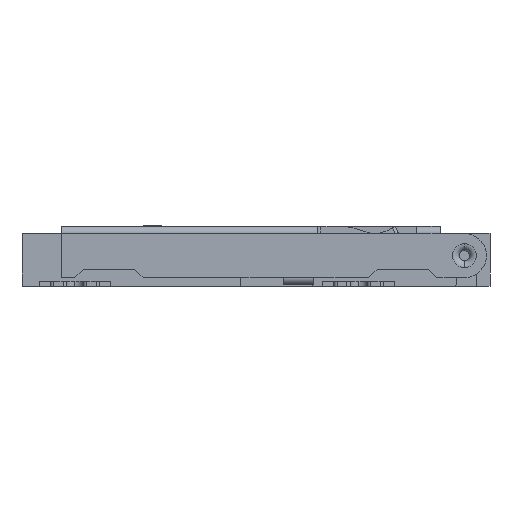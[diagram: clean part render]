
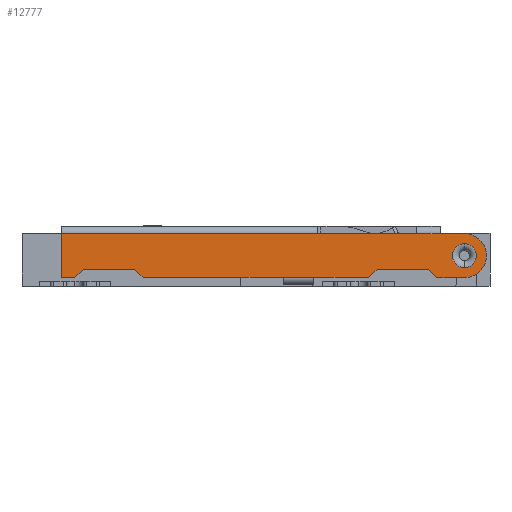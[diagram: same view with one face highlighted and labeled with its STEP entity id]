
A CAD part, left-side view. The second image highlights one B-rep face of the part: STEP entity #12777.
In plain terms, the highlighted planar face has unit normal (-1, 0, 0).
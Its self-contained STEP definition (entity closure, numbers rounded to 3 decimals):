
#5333=EDGE_CURVE('',#7435,#7695,#15609,.T.);
#5351=EDGE_CURVE('',#8641,#12589,#15631,.T.);
#5625=EDGE_CURVE('',#6007,#8285,#15944,.T.);
#5633=EDGE_CURVE('',#11835,#7435,#15953,.T.);
#5657=EDGE_CURVE('',#8641,#11835,#15986,.T.);
#5731=VERTEX_POINT('',#16065);
#5863=VERTEX_POINT('',#16208);
#6007=VERTEX_POINT('',#16368);
#6289=EDGE_CURVE('',#13511,#6007,#16677,.T.);
#6403=VERTEX_POINT('',#16803);
#6431=EDGE_CURVE('',#12175,#11273,#16834,.F.);
#6667=EDGE_CURVE('',#9589,#8269,#17095,.T.);
#7201=EDGE_CURVE('',#11865,#8285,#17677,.T.);
#7325=EDGE_CURVE('',#10615,#5731,#17814,.T.);
#7435=VERTEX_POINT('',#17933);
#7695=VERTEX_POINT('',#18216);
#8269=VERTEX_POINT('',#18855);
#8285=VERTEX_POINT('',#18874);
#8341=VERTEX_POINT('',#18934);
#8641=VERTEX_POINT('',#19264);
#8663=VERTEX_POINT('',#19286);
#8729=EDGE_CURVE('',#13993,#10173,#19358,.T.);
#8911=EDGE_CURVE('',#11273,#12175,#19563,.F.);
#9175=EDGE_CURVE('',#5863,#12257,#19853,.T.);
#9331=EDGE_CURVE('',#10173,#13511,#20024,.T.);
#9497=EDGE_CURVE('',#12257,#8663,#20210,.T.);
#9589=VERTEX_POINT('',#20310);
#10173=VERTEX_POINT('',#20956);
#10615=VERTEX_POINT('',#21440);
#11273=VERTEX_POINT('',#22167);
#11831=EDGE_CURVE('',#15189,#8341,#22769,.T.);
#11835=VERTEX_POINT('',#22773);
#11863=EDGE_CURVE('',#7695,#6403,#22805,.T.);
#11865=VERTEX_POINT('',#22807);
#12165=EDGE_CURVE('',#8269,#8663,#23128,.T.);
#12175=VERTEX_POINT('',#23139);
#12257=VERTEX_POINT('',#23227);
#12589=VERTEX_POINT('',#23596);
#12777=ADVANCED_FACE('',(#23802,#23803),#23804,.T.);
#13149=EDGE_CURVE('',#10615,#12589,#24218,.T.);
#13511=VERTEX_POINT('',#24611);
#13553=EDGE_CURVE('',#5731,#8341,#24656,.T.);
#13579=EDGE_CURVE('',#6403,#13993,#24687,.T.);
#13993=VERTEX_POINT('',#25131);
#14739=EDGE_CURVE('',#11865,#5863,#25940,.T.);
#14913=EDGE_CURVE('',#15189,#9589,#26135,.T.);
#15189=VERTEX_POINT('',#26432);
#15609=LINE('',#26917,#26918);
#15631=LINE('',#26951,#26952);
#15944=LINE('',#27410,#27411);
#15953=LINE('',#27425,#27426);
#15986=LINE('',#27466,#27467);
#16065=CARTESIAN_POINT('',(-6.8,0.205,0.26));
#16208=CARTESIAN_POINT('',(-6.8,5.705,1.54));
#16368=CARTESIAN_POINT('',(-6.8,-5.395,1.54));
#16677=LINE('',#28428,#28429);
#16803=CARTESIAN_POINT('',(-6.8,-5.045,0.5));
#16834=CIRCLE('',#28643,0.35);
#17095=LINE('',#29021,#29022);
#17677=LINE('',#29919,#29920);
#17814=LINE('',#30122,#30123);
#17933=CARTESIAN_POINT('',(-6.8,-3.295,0.25));
#18216=CARTESIAN_POINT('',(-6.8,-3.545,0.5));
#18855=CARTESIAN_POINT('',(-6.8,5.055,0.5));
#18874=CARTESIAN_POINT('',(-6.8,-4.698,1.54));
#18934=CARTESIAN_POINT('',(-6.8,0.205,0.25));
#19264=CARTESIAN_POINT('',(-6.8,-2.695,0.26));
#19286=CARTESIAN_POINT('',(-6.8,5.305,0.25));
#19358=LINE('',#32311,#32312);
#19563=CIRCLE('',#32581,0.35);
#19853=LINE('',#33046,#33047);
#20024=CIRCLE('',#33292,0.645);
#20210=LINE('',#33531,#33532);
#20310=CARTESIAN_POINT('',(-6.8,3.555,0.5));
#20956=CARTESIAN_POINT('',(-6.8,-6.1,0.25));
#21440=CARTESIAN_POINT('',(-6.8,-0.795,0.26));
#22167=CARTESIAN_POINT('',(-6.8,-6.1,0.545));
#22769=LINE('',#37259,#37260);
#22773=CARTESIAN_POINT('',(-6.8,-2.695,0.25));
#22805=LINE('',#37315,#37316);
#22807=CARTESIAN_POINT('',(-6.8,-1.795,1.54));
#23128=LINE('',#37773,#37774);
#23139=CARTESIAN_POINT('',(-6.8,-6.1,1.245));
#23227=CARTESIAN_POINT('',(-6.8,5.705,0.25));
#23596=CARTESIAN_POINT('',(-6.8,-1.695,0.26));
#23802=FACE_OUTER_BOUND('',#38715,.T.);
#23803=FACE_BOUND('',#38716,.T.);
#23804=PLANE('',#38717);
#24218=LINE('',#39321,#39322);
#24611=CARTESIAN_POINT('',(-6.8,-6.1,1.54));
#24656=LINE('',#39945,#39946);
#24687=LINE('',#39988,#39989);
#25131=CARTESIAN_POINT('',(-6.8,-5.295,0.25));
#25940=LINE('',#41852,#41853);
#26135=LINE('',#42121,#42122);
#26432=CARTESIAN_POINT('',(-6.8,3.305,0.25));
#26917=CARTESIAN_POINT('',(-6.8,-3.295,0.25));
#26918=VECTOR('',#43066,1000.0);
#26951=CARTESIAN_POINT('',(-6.8,0.205,0.26));
#26952=VECTOR('',#43110,1000.0);
#27410=CARTESIAN_POINT('',(-6.8,-5.395,1.54));
#27411=VECTOR('',#43536,1000.0);
#27425=CARTESIAN_POINT('',(-6.8,5.705,0.25));
#27426=VECTOR('',#43547,1000.0);
#27466=CARTESIAN_POINT('',(-6.8,-2.695,0.25));
#27467=VECTOR('',#43591,1000.0);
#28428=CARTESIAN_POINT('',(-6.8,-6.1,1.54));
#28429=VECTOR('',#44374,1000.0);
#28643=AXIS2_PLACEMENT_3D('',#44591,#44592,#44593);
#29021=CARTESIAN_POINT('',(-6.8,3.555,0.5));
#29022=VECTOR('',#44887,1000.0);
#29919=CARTESIAN_POINT('',(-6.8,-1.795,1.54));
#29920=VECTOR('',#45503,1000.0);
#30122=CARTESIAN_POINT('',(-6.8,0.205,0.26));
#30123=VECTOR('',#45644,1000.0);
#32311=CARTESIAN_POINT('',(-6.8,5.705,0.25));
#32312=VECTOR('',#47280,1000.0);
#32581=AXIS2_PLACEMENT_3D('',#47544,#47545,#47546);
#33046=CARTESIAN_POINT('',(-6.8,5.705,1.6));
#33047=VECTOR('',#47870,1000.0);
#33292=AXIS2_PLACEMENT_3D('',#48047,#48048,#48049);
#33531=CARTESIAN_POINT('',(-6.8,5.705,0.25));
#33532=VECTOR('',#48286,1000.0);
#37259=CARTESIAN_POINT('',(-6.8,5.705,0.25));
#37260=VECTOR('',#51137,1000.0);
#37315=CARTESIAN_POINT('',(-6.8,-3.545,0.5));
#37316=VECTOR('',#51173,1000.0);
#37773=CARTESIAN_POINT('',(-6.8,5.055,0.5));
#37774=VECTOR('',#51492,1000.0);
#38715=EDGE_LOOP('',(#52263,#52264,#52265,#52266,#52267,#52268,#52269,#52270,#52271,#52272,#52273,#52274,#52275,#52276,#52277,#52278,#52279,#52280,#52281,#52282,#52283));
#38716=EDGE_LOOP('',(#52284,#52285));
#38717=AXIS2_PLACEMENT_3D('',#52286,#52287,#52288);
#39321=CARTESIAN_POINT('',(-6.8,-0.795,0.26));
#39322=VECTOR('',#52779,1000.0);
#39945=CARTESIAN_POINT('',(-6.8,0.205,0.25));
#39946=VECTOR('',#53242,1000.0);
#39988=CARTESIAN_POINT('',(-6.8,-5.045,0.5));
#39989=VECTOR('',#53289,1000.0);
#41852=CARTESIAN_POINT('',(-6.8,-5.395,1.54));
#41853=VECTOR('',#54526,1000.0);
#42121=CARTESIAN_POINT('',(-6.8,3.305,0.25));
#42122=VECTOR('',#54816,1000.0);
#43066=DIRECTION('',(0.,-0.707,0.707));
#43110=DIRECTION('',(0.0,1.0,0.0));
#43536=DIRECTION('',(0.0,1.0,0.));
#43547=DIRECTION('',(0.0,-1.0,0.0));
#43591=DIRECTION('',(0.0,0.0,-1.0));
#44374=DIRECTION('',(0.,1.0,0.));
#44591=CARTESIAN_POINT('',(-6.8,-6.1,0.895));
#44592=DIRECTION('',(-1.0,0.0,0.));
#44593=DIRECTION('',(0.,0.0,1.0));
#44887=DIRECTION('',(0.,1.0,0.));
#45503=DIRECTION('',(0.0,-1.0,0.0));
#45644=DIRECTION('',(0.0,1.0,0.0));
#47280=DIRECTION('',(0.0,-1.0,0.0));
#47544=CARTESIAN_POINT('',(-6.8,-6.1,0.895));
#47545=DIRECTION('',(-1.0,0.0,0.));
#47546=DIRECTION('',(0.,0.0,1.0));
#47870=DIRECTION('',(0.,0.0,-1.0));
#48047=CARTESIAN_POINT('',(-6.8,-6.1,0.895));
#48048=DIRECTION('',(-1.0,0.0,0.));
#48049=DIRECTION('',(0.0,1.0,0.0));
#48286=DIRECTION('',(0.0,-1.0,0.0));
#51137=DIRECTION('',(0.0,-1.0,0.0));
#51173=DIRECTION('',(0.0,-1.0,0.0));
#51492=DIRECTION('',(0.,0.707,-0.707));
#52263=ORIENTED_EDGE('',*,*,#5351,.F.);
#52264=ORIENTED_EDGE('',*,*,#5657,.T.);
#52265=ORIENTED_EDGE('',*,*,#5633,.T.);
#52266=ORIENTED_EDGE('',*,*,#5333,.T.);
#52267=ORIENTED_EDGE('',*,*,#11863,.T.);
#52268=ORIENTED_EDGE('',*,*,#13579,.T.);
#52269=ORIENTED_EDGE('',*,*,#8729,.T.);
#52270=ORIENTED_EDGE('',*,*,#9331,.T.);
#52271=ORIENTED_EDGE('',*,*,#6289,.T.);
#52272=ORIENTED_EDGE('',*,*,#5625,.T.);
#52273=ORIENTED_EDGE('',*,*,#7201,.F.);
#52274=ORIENTED_EDGE('',*,*,#14739,.T.);
#52275=ORIENTED_EDGE('',*,*,#9175,.T.);
#52276=ORIENTED_EDGE('',*,*,#9497,.T.);
#52277=ORIENTED_EDGE('',*,*,#12165,.F.);
#52278=ORIENTED_EDGE('',*,*,#6667,.F.);
#52279=ORIENTED_EDGE('',*,*,#14913,.F.);
#52280=ORIENTED_EDGE('',*,*,#11831,.T.);
#52281=ORIENTED_EDGE('',*,*,#13553,.F.);
#52282=ORIENTED_EDGE('',*,*,#7325,.F.);
#52283=ORIENTED_EDGE('',*,*,#13149,.T.);
#52284=ORIENTED_EDGE('',*,*,#6431,.T.);
#52285=ORIENTED_EDGE('',*,*,#8911,.T.);
#52286=CARTESIAN_POINT('',(-6.8,0.155,1.55));
#52287=DIRECTION('',(-1.0,0.0,0.));
#52288=DIRECTION('',(0.,0.0,1.0));
#52779=DIRECTION('',(0.0,-1.0,0.0));
#53242=DIRECTION('',(0.0,0.0,-1.0));
#53289=DIRECTION('',(0.,-0.707,-0.707));
#54526=DIRECTION('',(0.0,1.0,0.));
#54816=DIRECTION('',(0.,0.707,0.707));
